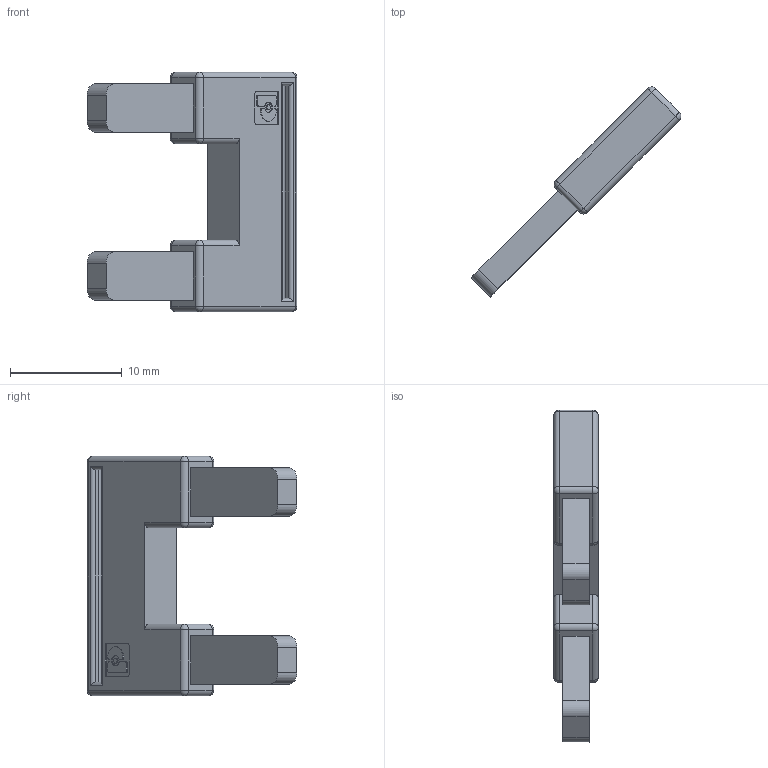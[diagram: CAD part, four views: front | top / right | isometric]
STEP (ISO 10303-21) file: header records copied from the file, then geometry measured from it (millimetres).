
FILE_DESCRIPTION(('SolidDesigner STEP Export'),'2;1');
FILE_NAME('fbsk_2-15_zfkds_10.stp','2004-03-19T10:41:20',(''),(''),'OneSpaceDesigner STEP processor Version: 9.0 (March 2001)for AP214(CD)(Solid Model)','CoCreate OneSpaceDesigner: 11.50A 18-Jul-2002(C) CoCreate Software GmbH','');
FILE_SCHEMA(('AUTOMOTIVE_DESIGN_CC2 {1 2 10303 214 -1 1 5 1}'));
Length unit declared in the file: millimetre
Products named in the file (2): fbsk_2-15_zfkds_10
Assembly tree (1 placements, depth 2):
  fbsk_2-15_zfkds_10
    fbsk_2-15_zfkds_10
Bounding box: 18.74 x 18.74 x 21.4 mm (x, y, z)
Volume: 1083.9 mm3; surface area: 1084 mm2
Topology: 1 solids, 1 shells, 156 faces, 394 edges, 240 vertices
Faces by surface type: cylinder 80, plane 64, sphere 12
Entity records: 5734 total; most frequent: DIRECTION 792, ORIENTED_EDGE 764, CARTESIAN_POINT 751, EDGE_CURVE 382, AXIS2_PLACEMENT_3D 281, VERTEX_POINT 240, VECTOR 230, LINE 230
